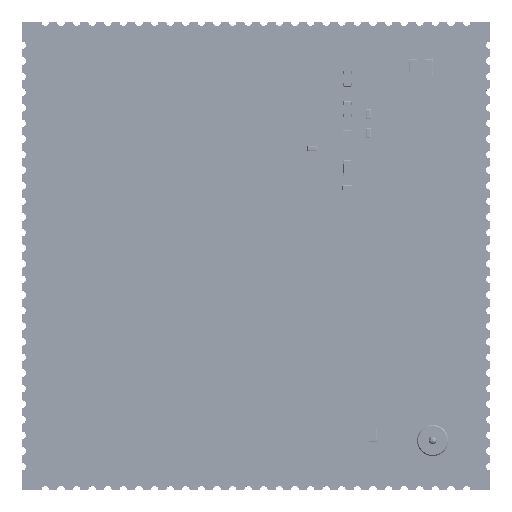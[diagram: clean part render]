
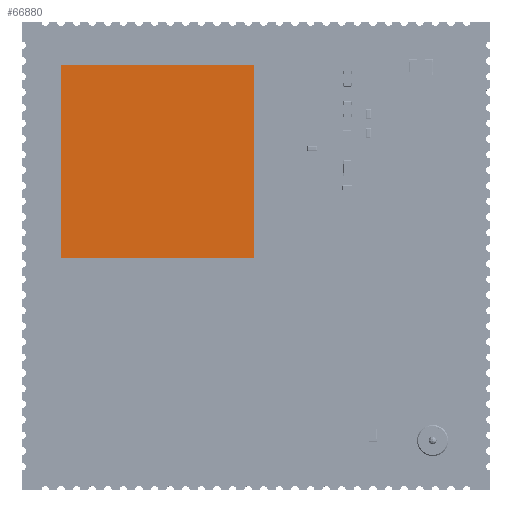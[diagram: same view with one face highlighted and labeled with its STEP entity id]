
A CAD part, top view. The second image highlights one B-rep face of the part: STEP entity #66880.
In plain terms, the highlighted planar face has unit normal (0, 0, 1).
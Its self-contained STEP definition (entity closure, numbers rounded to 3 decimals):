
#66753=DIRECTION('',(-1.,0.,0.));
#66754=VECTOR('',#66753,12.4);
#66755=CARTESIAN_POINT('',(6.2,-6.197,0.89));
#66756=LINE('',#66755,#66754);
#66760=DIRECTION('',(0.,1.,0.));
#66761=VECTOR('',#66760,12.395);
#66762=CARTESIAN_POINT('',(-6.2,-6.197,0.89));
#66763=LINE('',#66762,#66761);
#66767=DIRECTION('',(1.,0.,0.));
#66768=VECTOR('',#66767,12.4);
#66769=CARTESIAN_POINT('',(-6.2,6.197,0.89));
#66770=LINE('',#66769,#66768);
#66774=DIRECTION('',(0.,-1.,0.));
#66775=VECTOR('',#66774,12.395);
#66776=CARTESIAN_POINT('',(6.2,6.197,0.89));
#66777=LINE('',#66776,#66775);
#66781=CARTESIAN_POINT('',(6.2,-6.197,0.89));
#66783=VERTEX_POINT('',#66781);
#66785=CARTESIAN_POINT('',(-6.2,-6.197,0.89));
#66786=VERTEX_POINT('',#66785);
#66789=CARTESIAN_POINT('',(-6.2,6.197,0.89));
#66790=VERTEX_POINT('',#66789);
#66793=CARTESIAN_POINT('',(6.2,6.197,0.89));
#66794=VERTEX_POINT('',#66793);
#66869=CARTESIAN_POINT('',(0.,0.,0.89));
#66870=DIRECTION('',(0.,0.,-1.));
#66871=DIRECTION('',(-1.,0.,0.));
#66872=AXIS2_PLACEMENT_3D('',#66869,#66870,#66871);
#66873=PLANE('',#66872);
#66874=ORIENTED_EDGE('',*,*,#66808,.T.);
#66875=ORIENTED_EDGE('',*,*,#66852,.T.);
#66876=ORIENTED_EDGE('',*,*,#66838,.T.);
#66877=ORIENTED_EDGE('',*,*,#66823,.T.);
#66878=EDGE_LOOP('',(#66874,#66875,#66876,#66877));
#66879=FACE_OUTER_BOUND('',#66878,.F.);
#66880=ADVANCED_FACE('',(#66879),#66873,.F.);
#66808=EDGE_CURVE('',#66783,#66786,#66756,.T.);
#66823=EDGE_CURVE('',#66794,#66783,#66777,.T.);
#66838=EDGE_CURVE('',#66790,#66794,#66770,.T.);
#66852=EDGE_CURVE('',#66786,#66790,#66763,.T.);
